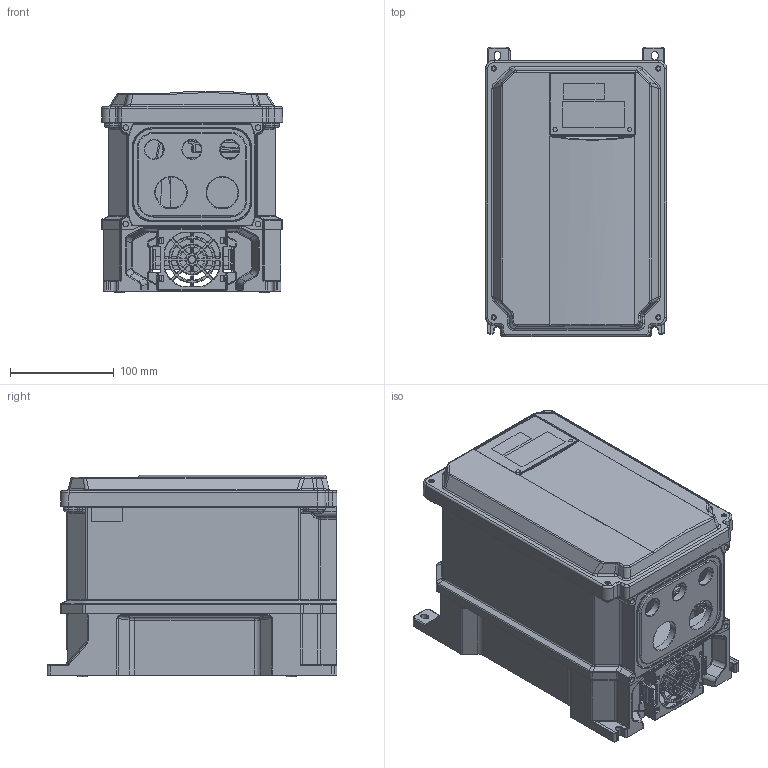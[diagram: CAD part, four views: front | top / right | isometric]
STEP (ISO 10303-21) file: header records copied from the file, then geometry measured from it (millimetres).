
FILE_DESCRIPTION (( 'STEP AP214' ), '1' );
FILE_NAME ('GS21X-23P0.STEP', '2020-03-10T22:21:22', ( '' ), ( '' ), 'SwSTEP 2.0', 'SolidWorks 2017', '' );
FILE_SCHEMA (( 'AUTOMOTIVE_DESIGN' ));
Length unit declared in the file: inch
Products named in the file (1): GS21X-23P0
Bounding box: 175.13 x 280 x 194.6 mm (x, y, z)
Volume: 450082.1 mm3; surface area: 616735 mm2
Topology: 8 solids, 9 shells, 5100 faces, 13276 edges, 8267 vertices
Faces by surface type: plane 1896, cylinder 1507, bspline 705, cone 545, torus 408, sphere 39
Entity records: 216554 total; most frequent: CARTESIAN_POINT 103420, ORIENTED_EDGE 26512, DIRECTION 18022, EDGE_CURVE 13256, VERTEX_POINT 8257, AXIS2_PLACEMENT_3D 6065, VECTOR 5892, LINE 5892
